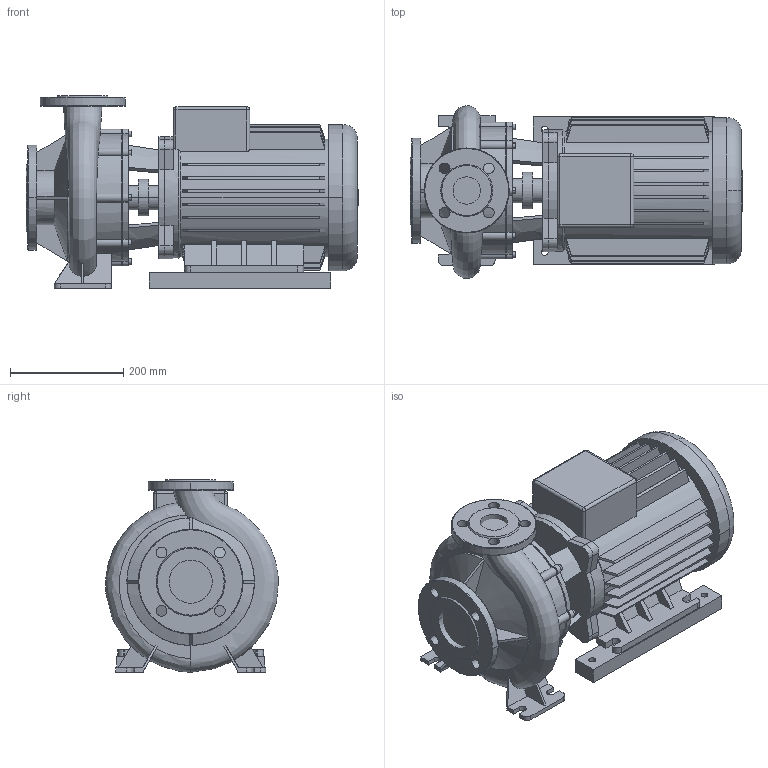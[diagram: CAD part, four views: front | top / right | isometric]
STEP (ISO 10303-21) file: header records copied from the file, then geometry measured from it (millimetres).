
FILE_DESCRIPTION((''),'2;1');
FILE_NAME('3d_BM40_215-11_2-2103493.stp','2011-01-26T14:44:34',(''),(''),'Mechanical Desktop 2008','Mechanical Desktop 2008',', , ');
FILE_SCHEMA(('CONFIG_CONTROL_DESIGN'));
Length unit declared in the file: millimetre
Products named in the file (1): Product
Bounding box: 585.5 x 304.9 x 340 mm (x, y, z)
Volume: 23350484.7 mm3; surface area: 1460401.8 mm2
Topology: 12 solids, 12 shells, 671 faces, 1747 edges, 1135 vertices
Faces by surface type: plane 315, bspline 194, cylinder 113, cone 43, sphere 4, torus 2
Entity records: 28320 total; most frequent: CARTESIAN_POINT 12575, ORIENTED_EDGE 3486, DIRECTION 2906, EDGE_CURVE 1743, VERTEX_POINT 1135, VECTOR 1028, LINE 1028, AXIS2_PLACEMENT_3D 939
